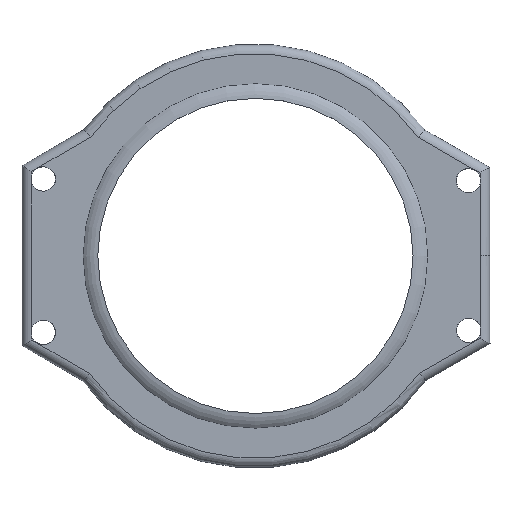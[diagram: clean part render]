
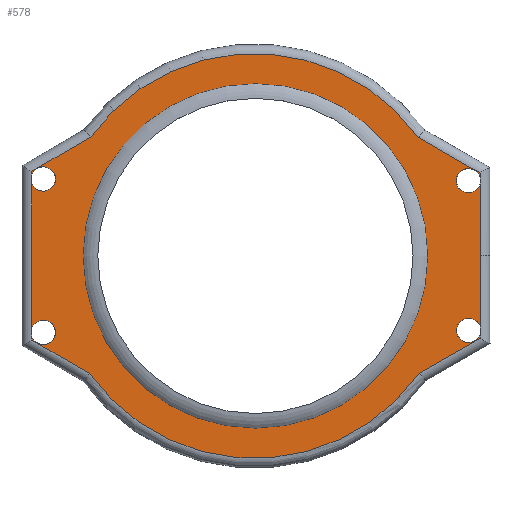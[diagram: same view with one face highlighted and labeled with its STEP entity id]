
A CAD part, top view. The second image highlights one B-rep face of the part: STEP entity #578.
In plain terms, the highlighted planar face has unit normal (0, 0, 1).
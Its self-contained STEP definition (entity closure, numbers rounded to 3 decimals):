
#22=FACE_BOUND('',#78,.T.);
#29=PLANE('',#633);
#46=FACE_OUTER_BOUND('',#77,.T.);
#77=EDGE_LOOP('',(#409,#410,#411,#412,#413,#414,#415,#416,#417,#418,#419,
#420,#421,#422,#423,#424,#425,#426,#427));
#78=EDGE_LOOP('',(#428));
#115=LINE('',#909,#164);
#116=LINE('',#910,#165);
#117=LINE('',#912,#166);
#118=LINE('',#914,#167);
#119=LINE('',#918,#168);
#120=LINE('',#919,#169);
#121=LINE('',#920,#170);
#122=LINE('',#922,#171);
#123=LINE('',#924,#172);
#124=LINE('',#928,#173);
#125=LINE('',#929,#174);
#164=VECTOR('',#713,10.);
#165=VECTOR('',#714,10.);
#166=VECTOR('',#715,10.);
#167=VECTOR('',#716,10.);
#168=VECTOR('',#719,10.);
#169=VECTOR('',#720,10.);
#170=VECTOR('',#721,10.);
#171=VECTOR('',#722,10.);
#172=VECTOR('',#723,10.);
#173=VECTOR('',#726,10.);
#174=VECTOR('',#727,10.);
#209=CIRCLE('',#620,1.25);
#211=CIRCLE('',#622,1.25);
#212=CIRCLE('',#624,1.25);
#214=CIRCLE('',#627,1.25);
#216=CIRCLE('',#630,1.25);
#218=CIRCLE('',#632,1.25);
#219=CIRCLE('',#634,20.8);
#220=CIRCLE('',#635,20.8);
#221=CIRCLE('',#636,17.7);
#243=VERTEX_POINT('',#846);
#244=VERTEX_POINT('',#847);
#245=VERTEX_POINT('',#854);
#247=VERTEX_POINT('',#861);
#249=VERTEX_POINT('',#867);
#251=VERTEX_POINT('',#877);
#253=VERTEX_POINT('',#883);
#255=VERTEX_POINT('',#893);
#256=VERTEX_POINT('',#894);
#257=VERTEX_POINT('',#901);
#259=VERTEX_POINT('',#908);
#260=VERTEX_POINT('',#911);
#261=VERTEX_POINT('',#913);
#262=VERTEX_POINT('',#915);
#263=VERTEX_POINT('',#917);
#264=VERTEX_POINT('',#921);
#265=VERTEX_POINT('',#923);
#266=VERTEX_POINT('',#925);
#267=VERTEX_POINT('',#927);
#268=VERTEX_POINT('',#930);
#299=EDGE_CURVE('',#245,#243,#209,.T.);
#302=EDGE_CURVE('',#244,#245,#211,.T.);
#304=EDGE_CURVE('',#249,#247,#212,.T.);
#309=EDGE_CURVE('',#253,#251,#214,.T.);
#314=EDGE_CURVE('',#257,#255,#216,.T.);
#317=EDGE_CURVE('',#256,#257,#218,.T.);
#318=EDGE_CURVE('',#259,#243,#115,.T.);
#319=EDGE_CURVE('',#256,#259,#116,.T.);
#320=EDGE_CURVE('',#260,#255,#117,.T.);
#321=EDGE_CURVE('',#261,#260,#118,.T.);
#322=EDGE_CURVE('',#262,#261,#219,.T.);
#323=EDGE_CURVE('',#263,#262,#119,.T.);
#324=EDGE_CURVE('',#249,#263,#120,.T.);
#325=EDGE_CURVE('',#253,#247,#121,.T.);
#326=EDGE_CURVE('',#264,#251,#122,.T.);
#327=EDGE_CURVE('',#265,#264,#123,.T.);
#328=EDGE_CURVE('',#266,#265,#220,.T.);
#329=EDGE_CURVE('',#267,#266,#124,.T.);
#330=EDGE_CURVE('',#244,#267,#125,.T.);
#331=EDGE_CURVE('',#268,#268,#221,.T.);
#409=ORIENTED_EDGE('',*,*,#302,.T.);
#410=ORIENTED_EDGE('',*,*,#299,.T.);
#411=ORIENTED_EDGE('',*,*,#318,.F.);
#412=ORIENTED_EDGE('',*,*,#319,.F.);
#413=ORIENTED_EDGE('',*,*,#317,.T.);
#414=ORIENTED_EDGE('',*,*,#314,.T.);
#415=ORIENTED_EDGE('',*,*,#320,.F.);
#416=ORIENTED_EDGE('',*,*,#321,.F.);
#417=ORIENTED_EDGE('',*,*,#322,.F.);
#418=ORIENTED_EDGE('',*,*,#323,.F.);
#419=ORIENTED_EDGE('',*,*,#324,.F.);
#420=ORIENTED_EDGE('',*,*,#304,.T.);
#421=ORIENTED_EDGE('',*,*,#325,.F.);
#422=ORIENTED_EDGE('',*,*,#309,.T.);
#423=ORIENTED_EDGE('',*,*,#326,.F.);
#424=ORIENTED_EDGE('',*,*,#327,.F.);
#425=ORIENTED_EDGE('',*,*,#328,.F.);
#426=ORIENTED_EDGE('',*,*,#329,.F.);
#427=ORIENTED_EDGE('',*,*,#330,.F.);
#428=ORIENTED_EDGE('',*,*,#331,.T.);
#578=ADVANCED_FACE('',(#46,#22),#29,.T.);
#620=AXIS2_PLACEMENT_3D('',#855,#681,#682);
#622=AXIS2_PLACEMENT_3D('',#859,#686,#687);
#624=AXIS2_PLACEMENT_3D('',#868,#690,#691);
#627=AXIS2_PLACEMENT_3D('',#884,#697,#698);
#630=AXIS2_PLACEMENT_3D('',#902,#704,#705);
#632=AXIS2_PLACEMENT_3D('',#906,#709,#710);
#633=AXIS2_PLACEMENT_3D('',#907,#711,#712);
#634=AXIS2_PLACEMENT_3D('',#916,#717,#718);
#635=AXIS2_PLACEMENT_3D('',#926,#724,#725);
#636=AXIS2_PLACEMENT_3D('',#931,#728,#729);
#681=DIRECTION('center_axis',(0.,0.,-1.));
#682=DIRECTION('ref_axis',(1.,0.,0.));
#686=DIRECTION('center_axis',(0.,0.,-1.));
#687=DIRECTION('ref_axis',(1.,0.,0.));
#690=DIRECTION('center_axis',(0.,0.,-1.));
#691=DIRECTION('ref_axis',(1.,0.,0.));
#697=DIRECTION('center_axis',(0.,0.,-1.));
#698=DIRECTION('ref_axis',(1.,0.,0.));
#704=DIRECTION('center_axis',(0.,0.,-1.));
#705=DIRECTION('ref_axis',(1.,0.,0.));
#709=DIRECTION('center_axis',(0.,0.,-1.));
#710=DIRECTION('ref_axis',(1.,0.,0.));
#711=DIRECTION('center_axis',(0.,0.,1.));
#712=DIRECTION('ref_axis',(-1.,0.,0.));
#713=DIRECTION('',(0.002,-1.,0.));
#714=DIRECTION('',(0.,-1.,0.));
#715=DIRECTION('',(0.,-1.,0.));
#716=DIRECTION('',(0.867,-0.499,0.));
#717=DIRECTION('center_axis',(0.,0.,-1.));
#718=DIRECTION('ref_axis',(0.001,1.,0.));
#719=DIRECTION('',(0.864,0.503,0.));
#720=DIRECTION('',(0.,1.,0.));
#721=DIRECTION('',(0.,1.,0.));
#722=DIRECTION('',(0.,1.,0.));
#723=DIRECTION('',(-0.865,0.501,0.));
#724=DIRECTION('center_axis',(0.,0.,-1.));
#725=DIRECTION('ref_axis',(0.001,-1.,0.));
#726=DIRECTION('',(-0.867,-0.499,0.));
#727=DIRECTION('',(0.002,-1.,0.));
#728=DIRECTION('center_axis',(0.,0.,-1.));
#729=DIRECTION('ref_axis',(-1.,0.,0.));
#846=CARTESIAN_POINT('',(150.227,-90.818,8.6));
#847=CARTESIAN_POINT('',(150.229,-91.545,8.6));
#854=CARTESIAN_POINT('',(147.782,-91.184,8.6));
#855=CARTESIAN_POINT('Origin',(149.032,-91.184,8.6));
#859=CARTESIAN_POINT('Origin',(149.032,-91.184,8.6));
#861=CARTESIAN_POINT('',(104.128,-76.026,8.6));
#867=CARTESIAN_POINT('',(104.128,-75.22,8.6));
#868=CARTESIAN_POINT('Origin',(105.311,-75.623,8.6));
#877=CARTESIAN_POINT('',(104.128,-91.777,8.6));
#883=CARTESIAN_POINT('',(104.128,-90.999,8.6));
#884=CARTESIAN_POINT('Origin',(105.316,-91.388,8.6));
#893=CARTESIAN_POINT('',(150.212,-75.428,8.6));
#894=CARTESIAN_POINT('',(150.212,-76.175,8.6));
#901=CARTESIAN_POINT('',(147.77,-75.801,8.6));
#902=CARTESIAN_POINT('Origin',(149.02,-75.801,8.6));
#906=CARTESIAN_POINT('Origin',(149.02,-75.801,8.6));
#907=CARTESIAN_POINT('Origin',(108.627,-83.394,8.6));
#908=CARTESIAN_POINT('',(150.212,-83.493,8.6));
#909=CARTESIAN_POINT('',(150.221,-87.933,8.6));
#910=CARTESIAN_POINT('',(150.212,-83.443,8.6));
#911=CARTESIAN_POINT('',(150.212,-75.012,8.6));
#912=CARTESIAN_POINT('',(150.212,-83.443,8.6));
#913=CARTESIAN_POINT('',(143.855,-71.35,8.6));
#914=CARTESIAN_POINT('',(136.664,-67.207,8.6));
#915=CARTESIAN_POINT('',(110.162,-71.325,8.6));
#916=CARTESIAN_POINT('Origin',(127.,-83.537,8.6));
#917=CARTESIAN_POINT('',(104.128,-74.84,8.6));
#918=CARTESIAN_POINT('',(106.875,-73.24,8.6));
#919=CARTESIAN_POINT('',(104.128,-78.83,8.6));
#920=CARTESIAN_POINT('',(104.128,-78.83,8.6));
#921=CARTESIAN_POINT('',(104.128,-92.174,8.6));
#922=CARTESIAN_POINT('',(104.128,-78.83,8.6));
#923=CARTESIAN_POINT('',(110.065,-95.614,8.6));
#924=CARTESIAN_POINT('',(103.659,-91.902,8.6));
#925=CARTESIAN_POINT('',(143.951,-95.592,8.6));
#926=CARTESIAN_POINT('Origin',(127.,-83.537,8.6));
#927=CARTESIAN_POINT('',(150.23,-91.976,8.6));
#928=CARTESIAN_POINT('',(133.419,-101.658,8.6));
#929=CARTESIAN_POINT('',(150.221,-87.933,8.6));
#930=CARTESIAN_POINT('',(109.418,-83.534,8.6));
#931=CARTESIAN_POINT('Origin',(127.118,-83.534,8.6));
